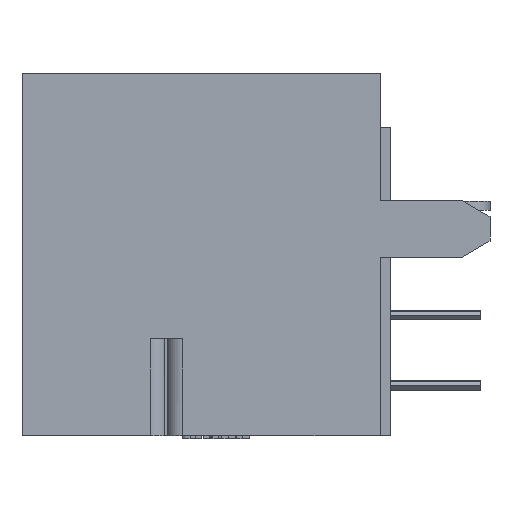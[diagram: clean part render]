
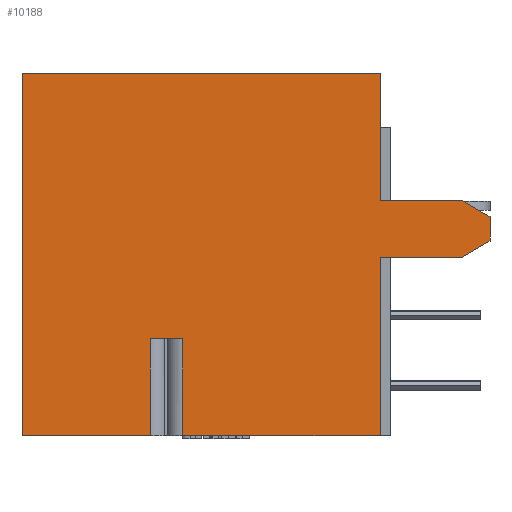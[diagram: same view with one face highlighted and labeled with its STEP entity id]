
A CAD part, left-side view. The second image highlights one B-rep face of the part: STEP entity #10188.
In plain terms, the highlighted planar face has unit normal (-1, 0, 0).
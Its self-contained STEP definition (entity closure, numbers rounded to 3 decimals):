
#247=DIRECTION('',(0.,0.,1.));
#248=VECTOR('',#247,3.429);
#249=CARTESIAN_POINT('',(-7.,0.859,-12.827));
#250=LINE('',#249,#248);
#277=DIRECTION('',(0.,-1.,0.));
#278=VECTOR('',#277,1.148);
#279=CARTESIAN_POINT('',(-7.,2.007,-9.398));
#280=LINE('',#279,#278);
#458=DIRECTION('',(0.,1.,0.));
#459=VECTOR('',#458,4.536);
#460=CARTESIAN_POINT('',(-7.,2.007,-12.827));
#461=LINE('',#460,#459);
#462=DIRECTION('',(0.,1.,0.));
#463=VECTOR('',#462,6.99);
#464=CARTESIAN_POINT('',(-7.,-6.132,-12.827));
#465=LINE('',#464,#463);
#3063=DIRECTION('',(0.,0.,1.));
#3064=VECTOR('',#3063,4.496);
#3065=CARTESIAN_POINT('',(-7.,-6.132,-4.496));
#3066=LINE('',#3065,#3064);
#3067=DIRECTION('',(0.,1.,0.));
#3068=VECTOR('',#3067,2.87);
#3069=CARTESIAN_POINT('',(-7.,-9.002,-4.496));
#3070=LINE('',#3069,#3068);
#3071=DIRECTION('',(0.,0.866,0.5));
#3072=VECTOR('',#3071,1.173);
#3073=CARTESIAN_POINT('',(-7.,-10.018,-5.082));
#3074=LINE('',#3073,#3072);
#3075=DIRECTION('',(0.,0.,1.));
#3076=VECTOR('',#3075,0.859);
#3077=CARTESIAN_POINT('',(-7.,-10.018,-5.941));
#3078=LINE('',#3077,#3076);
#3079=DIRECTION('',(0.,-0.866,0.5));
#3080=VECTOR('',#3079,1.173);
#3081=CARTESIAN_POINT('',(-7.,-9.002,-6.528));
#3082=LINE('',#3081,#3080);
#3083=DIRECTION('',(0.,-1.,0.));
#3084=VECTOR('',#3083,2.87);
#3085=CARTESIAN_POINT('',(-7.,-6.132,-6.528));
#3086=LINE('',#3085,#3084);
#3087=DIRECTION('',(0.,0.,1.));
#3088=VECTOR('',#3087,6.299);
#3089=CARTESIAN_POINT('',(-7.,-6.132,-12.827));
#3090=LINE('',#3089,#3088);
#3091=DIRECTION('',(0.,0.,1.));
#3092=VECTOR('',#3091,3.429);
#3093=CARTESIAN_POINT('',(-7.,2.007,-12.827));
#3094=LINE('',#3093,#3092);
#3095=DIRECTION('',(0.,-1.,0.));
#3096=VECTOR('',#3095,12.675);
#3097=CARTESIAN_POINT('',(-7.,6.543,0.));
#3098=LINE('',#3097,#3096);
#3147=DIRECTION('',(0.,0.,1.));
#3148=VECTOR('',#3147,12.827);
#3149=CARTESIAN_POINT('',(-7.,6.543,-12.827));
#3150=LINE('',#3149,#3148);
#5102=CARTESIAN_POINT('',(-7.,6.543,0.));
#5104=VERTEX_POINT('',#5102);
#5227=CARTESIAN_POINT('',(-7.,-9.002,-6.528));
#5228=CARTESIAN_POINT('',(-7.,-10.018,-5.941));
#5229=VERTEX_POINT('',#5227);
#5230=VERTEX_POINT('',#5228);
#5231=CARTESIAN_POINT('',(-7.,-10.018,-5.082));
#5232=VERTEX_POINT('',#5231);
#5233=CARTESIAN_POINT('',(-7.,-9.002,-4.496));
#5234=VERTEX_POINT('',#5233);
#5243=CARTESIAN_POINT('',(-7.,-6.132,-6.528));
#5245=VERTEX_POINT('',#5243);
#5247=CARTESIAN_POINT('',(-7.,-6.132,-4.496));
#5249=VERTEX_POINT('',#5247);
#5551=CARTESIAN_POINT('',(-7.,6.543,-12.827));
#5552=VERTEX_POINT('',#5551);
#5671=CARTESIAN_POINT('',(-7.,-6.132,-12.827));
#5672=VERTEX_POINT('',#5671);
#5673=CARTESIAN_POINT('',(-7.,0.859,-12.827));
#5674=VERTEX_POINT('',#5673);
#5675=CARTESIAN_POINT('',(-7.,2.007,-12.827));
#5676=VERTEX_POINT('',#5675);
#5705=CARTESIAN_POINT('',(-7.,-6.132,0.));
#5706=VERTEX_POINT('',#5705);
#5719=CARTESIAN_POINT('',(-7.,0.859,-9.398));
#5721=VERTEX_POINT('',#5719);
#5724=CARTESIAN_POINT('',(-7.,2.007,-9.398));
#5726=VERTEX_POINT('',#5724);
#10160=CARTESIAN_POINT('',(-7.,-6.132,-12.827));
#10161=DIRECTION('',(-1.,0.,0.));
#10162=DIRECTION('',(0.,1.,0.));
#10163=AXIS2_PLACEMENT_3D('',#10160,#10161,#10162);
#10164=PLANE('',#10163);
#10165=ORIENTED_EDGE('',*,*,#6556,.F.);
#10167=ORIENTED_EDGE('',*,*,#10166,.F.);
#10169=ORIENTED_EDGE('',*,*,#10168,.F.);
#10171=ORIENTED_EDGE('',*,*,#10170,.F.);
#10173=ORIENTED_EDGE('',*,*,#10172,.F.);
#10174=ORIENTED_EDGE('',*,*,#10152,.F.);
#10175=ORIENTED_EDGE('',*,*,#6534,.F.);
#10176=ORIENTED_EDGE('',*,*,#6674,.T.);
#10177=ORIENTED_EDGE('',*,*,#6406,.T.);
#10178=ORIENTED_EDGE('',*,*,#6447,.F.);
#10180=ORIENTED_EDGE('',*,*,#10179,.F.);
#10181=ORIENTED_EDGE('',*,*,#6668,.T.);
#10183=ORIENTED_EDGE('',*,*,#10182,.T.);
#10185=ORIENTED_EDGE('',*,*,#10184,.T.);
#10186=EDGE_LOOP('',(#10165,#10167,#10169,#10171,#10173,#10174,#10175,#10176,
#10177,#10178,#10180,#10181,#10183,#10185));
#10187=FACE_OUTER_BOUND('',#10186,.F.);
#10188=ADVANCED_FACE('',(#10187),#10164,.T.);
#6406=EDGE_CURVE('',#5674,#5721,#250,.T.);
#6447=EDGE_CURVE('',#5726,#5721,#280,.T.);
#6534=EDGE_CURVE('',#5672,#5245,#3090,.T.);
#6556=EDGE_CURVE('',#5249,#5706,#3066,.T.);
#6668=EDGE_CURVE('',#5676,#5552,#461,.T.);
#6674=EDGE_CURVE('',#5672,#5674,#465,.T.);
#10152=EDGE_CURVE('',#5245,#5229,#3086,.T.);
#10166=EDGE_CURVE('',#5234,#5249,#3070,.T.);
#10168=EDGE_CURVE('',#5232,#5234,#3074,.T.);
#10170=EDGE_CURVE('',#5230,#5232,#3078,.T.);
#10172=EDGE_CURVE('',#5229,#5230,#3082,.T.);
#10179=EDGE_CURVE('',#5676,#5726,#3094,.T.);
#10182=EDGE_CURVE('',#5552,#5104,#3150,.T.);
#10184=EDGE_CURVE('',#5104,#5706,#3098,.T.);
